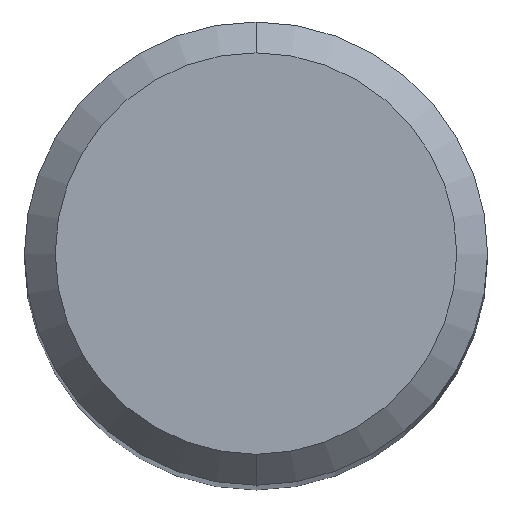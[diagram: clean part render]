
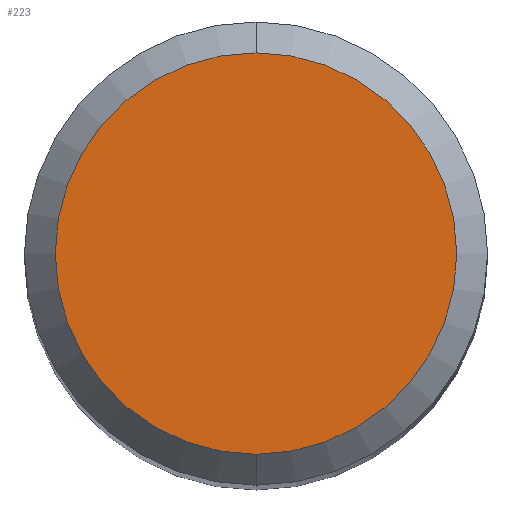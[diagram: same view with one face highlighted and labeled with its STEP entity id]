
A CAD part, top view. The second image highlights one B-rep face of the part: STEP entity #223.
In plain terms, the highlighted planar face has unit normal (0, 0, 1).
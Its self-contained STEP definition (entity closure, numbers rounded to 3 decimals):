
#223=ADVANCED_FACE('',(#508),#509,.T.);
#227=EDGE_CURVE('',#235,#233,#513,.T.);
#233=VERTEX_POINT('',#519);
#235=VERTEX_POINT('',#521);
#373=EDGE_CURVE('',#233,#235,#671,.T.);
#508=FACE_OUTER_BOUND('',#843,.T.);
#509=PLANE('',#844);
#513=CIRCLE('',#876,2.6);
#519=CARTESIAN_POINT('',(0.0,2.6,0.0));
#521=CARTESIAN_POINT('',(0.,-2.6,0.0));
#671=CIRCLE('',#1209,2.6);
#843=EDGE_LOOP('',(#1431,#1432));
#844=AXIS2_PLACEMENT_3D('',#1433,#1434,#1435);
#876=AXIS2_PLACEMENT_3D('',#1436,#1437,#1438);
#1209=AXIS2_PLACEMENT_3D('',#1578,#1579,#1580);
#1431=ORIENTED_EDGE('',*,*,#373,.F.);
#1432=ORIENTED_EDGE('',*,*,#227,.F.);
#1433=CARTESIAN_POINT('',(0.0,1.3,0.0));
#1434=DIRECTION('',(-0.0,0.0,1.0));
#1435=DIRECTION('',(0.0,-1.0,0.0));
#1436=CARTESIAN_POINT('',(0.0,0.0,0.0));
#1437=DIRECTION('',(0.0,0.0,-1.0));
#1438=DIRECTION('',(0.0,1.0,0.0));
#1578=CARTESIAN_POINT('',(0.0,0.0,0.0));
#1579=DIRECTION('',(0.0,0.0,-1.0));
#1580=DIRECTION('',(0.0,1.0,0.0));
